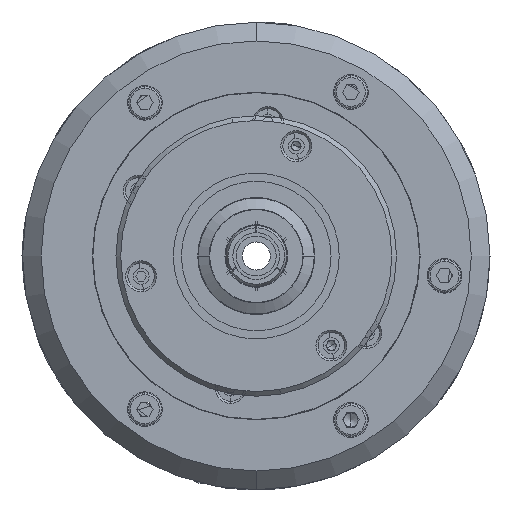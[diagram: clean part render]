
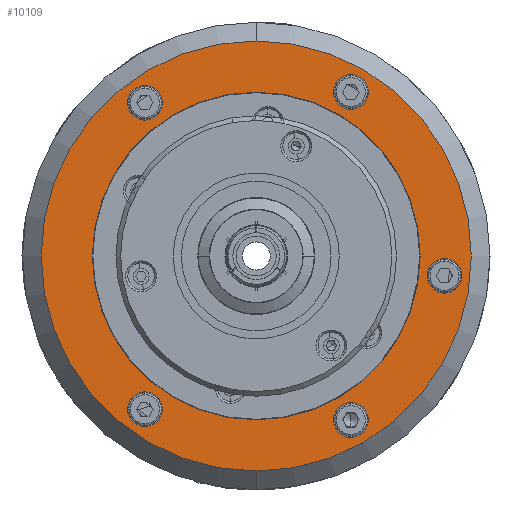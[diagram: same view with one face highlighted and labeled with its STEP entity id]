
A CAD part, left-side view. The second image highlights one B-rep face of the part: STEP entity #10109.
In plain terms, the highlighted planar face has unit normal (-1, 0, 0).
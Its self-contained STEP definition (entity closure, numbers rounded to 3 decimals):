
#586 = ORIENTED_EDGE ( 'NONE', *, *, #31500, .F. ) ;
#2109 = FACE_BOUND ( 'NONE', #34840, .T. ) ;
#2111 = FACE_BOUND ( 'NONE', #34845, .T. ) ;
#2113 = FACE_BOUND ( 'NONE', #34846, .T. ) ;
#2117 = FACE_BOUND ( 'NONE', #34843, .T. ) ;
#2119 = FACE_OUTER_BOUND ( 'NONE', #34844, .T. ) ;
#2120 = FACE_BOUND ( 'NONE', #34841, .T. ) ;
#2121 = FACE_BOUND ( 'NONE', #34842, .T. ) ;
#3430 = CIRCLE ( 'NONE', #25207, 46. ) ;
#3457 = CIRCLE ( 'NONE', #25179, 35.05 ) ;
#3473 = CIRCLE ( 'NONE', #25164, 3.7 ) ;
#3487 = CIRCLE ( 'NONE', #25139, 3.7 ) ;
#3516 = CIRCLE ( 'NONE', #25120, 3.7 ) ;
#3525 = CIRCLE ( 'NONE', #25094, 3.7 ) ;
#3534 = CIRCLE ( 'NONE', #25070, 3.7 ) ;
#3715 = CIRCLE ( 'NONE', #25111, 3.7 ) ;
#3717 = CIRCLE ( 'NONE', #25108, 3.7 ) ;
#3721 = CIRCLE ( 'NONE', #25104, 3.7 ) ;
#3724 = CIRCLE ( 'NONE', #25092, 3.7 ) ;
#3727 = CIRCLE ( 'NONE', #25087, 3.7 ) ;
#3731 = CIRCLE ( 'NONE', #25083, 35.05 ) ;
#3734 = CIRCLE ( 'NONE', #25080, 46. ) ;
#6491 = DIRECTION ( 'NONE',  ( -1., 0., 0. ) ) ;
#6497 = PLANE ( 'NONE',  #27954 ) ;
#6501 = CARTESIAN_POINT ( 'NONE',  ( -240.3, 50., 0. ) ) ;
#6503 = DIRECTION ( 'NONE',  ( 0., 0., 1. ) ) ;
#7599 = CARTESIAN_POINT ( 'NONE',  ( -240.3, 23.805, -36.465 ) ) ;
#7607 = CARTESIAN_POINT ( 'NONE',  ( -240.3, 23.805, 29.065 ) ) ;
#7616 = CARTESIAN_POINT ( 'NONE',  ( -240.3, 23.805, 36.465 ) ) ;
#7620 = CARTESIAN_POINT ( 'NONE',  ( -240.3, 23.805, -29.065 ) ) ;
#9486 = VERTEX_POINT ( 'NONE', #21023 ) ;
#9489 = VERTEX_POINT ( 'NONE', #21026 ) ;
#9496 = VERTEX_POINT ( 'NONE', #21033 ) ;
#9497 = VERTEX_POINT ( 'NONE', #21034 ) ;
#9501 = VERTEX_POINT ( 'NONE', #21038 ) ;
#9502 = VERTEX_POINT ( 'NONE', #21039 ) ;
#9505 = VERTEX_POINT ( 'NONE', #21042 ) ;
#9506 = VERTEX_POINT ( 'NONE', #21043 ) ;
#9509 = VERTEX_POINT ( 'NONE', #21046 ) ;
#9510 = VERTEX_POINT ( 'NONE', #21047 ) ;
#10109 = ADVANCED_FACE ( 'NONE', ( #2109, #2119, #2117, #2113, #2111, #2120, #2121 ), #6497, .T. ) ;
#16412 = VERTEX_POINT ( 'NONE', #7607 ) ;
#16414 = VERTEX_POINT ( 'NONE', #7616 ) ;
#16421 = VERTEX_POINT ( 'NONE', #7599 ) ;
#16423 = VERTEX_POINT ( 'NONE', #7620 ) ;
#17567 = CARTESIAN_POINT ( 'NONE',  ( -240.3, 0., 0. ) ) ;
#17568 = DIRECTION ( 'NONE',  ( -1., 0., 0. ) ) ;
#17569 = DIRECTION ( 'NONE',  ( 0., 0., 1. ) ) ;
#17598 = CARTESIAN_POINT ( 'NONE',  ( -240.3, 0., 0. ) ) ;
#17599 = DIRECTION ( 'NONE',  ( 1., 0., 0. ) ) ;
#17600 = DIRECTION ( 'NONE',  ( 0., 0., 1. ) ) ;
#17621 = CARTESIAN_POINT ( 'NONE',  ( -240.3, -40.278, -4.233 ) ) ;
#17622 = DIRECTION ( 'NONE',  ( -1., 0., 0. ) ) ;
#17623 = DIRECTION ( 'NONE',  ( 0., 0., 1. ) ) ;
#17644 = CARTESIAN_POINT ( 'NONE',  ( -240.3, -20.25, -35.074 ) ) ;
#17645 = DIRECTION ( 'NONE',  ( -1., 0., 0. ) ) ;
#17646 = DIRECTION ( 'NONE',  ( 0., 0., 1. ) ) ;
#17682 = CARTESIAN_POINT ( 'NONE',  ( -240.3, -20.25, 35.074 ) ) ;
#17683 = DIRECTION ( 'NONE',  ( -1., 0., 0. ) ) ;
#17684 = DIRECTION ( 'NONE',  ( 0., 0., 1. ) ) ;
#17696 = CARTESIAN_POINT ( 'NONE',  ( -240.3, 23.805, 32.765 ) ) ;
#17697 = DIRECTION ( 'NONE',  ( -1., 0., 0. ) ) ;
#17698 = DIRECTION ( 'NONE',  ( 0., 0., 1. ) ) ;
#17716 = CARTESIAN_POINT ( 'NONE',  ( -240.3, 23.805, -32.765 ) ) ;
#17717 = DIRECTION ( 'NONE',  ( -1., 0., 0. ) ) ;
#17718 = DIRECTION ( 'NONE',  ( 0., 0., 1. ) ) ;
#21023 = CARTESIAN_POINT ( 'NONE',  ( -240.3, 0., -46. ) ) ;
#21026 = CARTESIAN_POINT ( 'NONE',  ( -240.3, 0., 46. ) ) ;
#21033 = CARTESIAN_POINT ( 'NONE',  ( -240.3, 0., 35.05 ) ) ;
#21034 = CARTESIAN_POINT ( 'NONE',  ( -240.3, 0., -35.05 ) ) ;
#21038 = CARTESIAN_POINT ( 'NONE',  ( -240.3, -40.278, -7.933 ) ) ;
#21039 = CARTESIAN_POINT ( 'NONE',  ( -240.3, -40.278, -0.533 ) ) ;
#21042 = CARTESIAN_POINT ( 'NONE',  ( -240.3, -20.25, -38.774 ) ) ;
#21043 = CARTESIAN_POINT ( 'NONE',  ( -240.3, -20.25, -31.374 ) ) ;
#21046 = CARTESIAN_POINT ( 'NONE',  ( -240.3, -20.25, 31.374 ) ) ;
#21047 = CARTESIAN_POINT ( 'NONE',  ( -240.3, -20.25, 38.774 ) ) ;
#21521 = CARTESIAN_POINT ( 'NONE',  ( -240.3, 23.805, -32.765 ) ) ;
#21522 = DIRECTION ( 'NONE',  ( -1., 0., 0. ) ) ;
#21523 = DIRECTION ( 'NONE',  ( 0., 0., 1. ) ) ;
#21529 = CARTESIAN_POINT ( 'NONE',  ( -240.3, 23.805, 32.765 ) ) ;
#21530 = DIRECTION ( 'NONE',  ( -1., 0., 0. ) ) ;
#21531 = DIRECTION ( 'NONE',  ( 0., 0., 1. ) ) ;
#21535 = CARTESIAN_POINT ( 'NONE',  ( -240.3, -20.25, 35.074 ) ) ;
#21536 = DIRECTION ( 'NONE',  ( -1., 0., 0. ) ) ;
#21537 = DIRECTION ( 'NONE',  ( 0., 0., 1. ) ) ;
#21547 = CARTESIAN_POINT ( 'NONE',  ( -240.3, -20.25, -35.074 ) ) ;
#21548 = DIRECTION ( 'NONE',  ( -1., 0., 0. ) ) ;
#21549 = DIRECTION ( 'NONE',  ( 0., 0., 1. ) ) ;
#21555 = CARTESIAN_POINT ( 'NONE',  ( -240.3, -40.278, -4.233 ) ) ;
#21556 = DIRECTION ( 'NONE',  ( -1., 0., 0. ) ) ;
#21557 = DIRECTION ( 'NONE',  ( 0., 0., 1. ) ) ;
#21563 = CARTESIAN_POINT ( 'NONE',  ( -240.3, 0., 0. ) ) ;
#21564 = DIRECTION ( 'NONE',  ( 1., 0., 0. ) ) ;
#21565 = DIRECTION ( 'NONE',  ( 0., 0., 1. ) ) ;
#21573 = CARTESIAN_POINT ( 'NONE',  ( -240.3, 0., 0. ) ) ;
#21574 = DIRECTION ( 'NONE',  ( -1., 0., 0. ) ) ;
#21575 = DIRECTION ( 'NONE',  ( 0., 0., 1. ) ) ;
#25070 = AXIS2_PLACEMENT_3D ( 'NONE', #17716, #17717, #17718 ) ;
#25080 = AXIS2_PLACEMENT_3D ( 'NONE', #21573, #21574, #21575 ) ;
#25083 = AXIS2_PLACEMENT_3D ( 'NONE', #21563, #21564, #21565 ) ;
#25087 = AXIS2_PLACEMENT_3D ( 'NONE', #21555, #21556, #21557 ) ;
#25092 = AXIS2_PLACEMENT_3D ( 'NONE', #21547, #21548, #21549 ) ;
#25094 = AXIS2_PLACEMENT_3D ( 'NONE', #17696, #17697, #17698 ) ;
#25104 = AXIS2_PLACEMENT_3D ( 'NONE', #21535, #21536, #21537 ) ;
#25108 = AXIS2_PLACEMENT_3D ( 'NONE', #21529, #21530, #21531 ) ;
#25111 = AXIS2_PLACEMENT_3D ( 'NONE', #21521, #21522, #21523 ) ;
#25120 = AXIS2_PLACEMENT_3D ( 'NONE', #17682, #17683, #17684 ) ;
#25139 = AXIS2_PLACEMENT_3D ( 'NONE', #17644, #17645, #17646 ) ;
#25164 = AXIS2_PLACEMENT_3D ( 'NONE', #17621, #17622, #17623 ) ;
#25179 = AXIS2_PLACEMENT_3D ( 'NONE', #17598, #17599, #17600 ) ;
#25207 = AXIS2_PLACEMENT_3D ( 'NONE', #17567, #17568, #17569 ) ;
#27954 = AXIS2_PLACEMENT_3D ( 'NONE', #6501, #6491, #6503 ) ;
#31440 = EDGE_CURVE ( 'NONE', #9489, #9486, #3430, .T. ) ;
#31452 = EDGE_CURVE ( 'NONE', #9496, #9497, #3457, .T. ) ;
#31463 = EDGE_CURVE ( 'NONE', #9501, #9502, #3473, .T. ) ;
#31471 = EDGE_CURVE ( 'NONE', #9505, #9506, #3487, .T. ) ;
#31487 = EDGE_CURVE ( 'NONE', #9509, #9510, #3516, .T. ) ;
#31493 = EDGE_CURVE ( 'NONE', #16412, #16414, #3525, .T. ) ;
#31500 = EDGE_CURVE ( 'NONE', #16421, #16423, #3534, .T. ) ;
#31642 = EDGE_CURVE ( 'NONE', #16423, #16421, #3715, .T. ) ;
#31644 = EDGE_CURVE ( 'NONE', #16414, #16412, #3717, .T. ) ;
#31647 = EDGE_CURVE ( 'NONE', #9510, #9509, #3721, .T. ) ;
#31651 = EDGE_CURVE ( 'NONE', #9506, #9505, #3724, .T. ) ;
#31653 = EDGE_CURVE ( 'NONE', #9502, #9501, #3727, .T. ) ;
#31656 = EDGE_CURVE ( 'NONE', #9497, #9496, #3731, .T. ) ;
#31659 = EDGE_CURVE ( 'NONE', #9486, #9489, #3734, .T. ) ;
#32952 = ORIENTED_EDGE ( 'NONE', *, *, #31642, .F. ) ;
#32954 = ORIENTED_EDGE ( 'NONE', *, *, #31493, .F. ) ;
#32956 = ORIENTED_EDGE ( 'NONE', *, *, #31644, .F. ) ;
#32958 = ORIENTED_EDGE ( 'NONE', *, *, #31487, .F. ) ;
#32960 = ORIENTED_EDGE ( 'NONE', *, *, #31647, .F. ) ;
#32962 = ORIENTED_EDGE ( 'NONE', *, *, #31471, .F. ) ;
#32964 = ORIENTED_EDGE ( 'NONE', *, *, #31651, .F. ) ;
#32966 = ORIENTED_EDGE ( 'NONE', *, *, #31463, .F. ) ;
#32968 = ORIENTED_EDGE ( 'NONE', *, *, #31653, .F. ) ;
#32970 = ORIENTED_EDGE ( 'NONE', *, *, #31440, .T. ) ;
#32972 = ORIENTED_EDGE ( 'NONE', *, *, #31659, .T. ) ;
#32974 = ORIENTED_EDGE ( 'NONE', *, *, #31656, .T. ) ;
#32976 = ORIENTED_EDGE ( 'NONE', *, *, #31452, .T. ) ;
#34840 = EDGE_LOOP ( 'NONE', ( #32976, #32974 ) ) ;
#34841 = EDGE_LOOP ( 'NONE', ( #32956, #32954 ) ) ;
#34842 = EDGE_LOOP ( 'NONE', ( #32952, #586 ) ) ;
#34843 = EDGE_LOOP ( 'NONE', ( #32968, #32966 ) ) ;
#34844 = EDGE_LOOP ( 'NONE', ( #32972, #32970 ) ) ;
#34845 = EDGE_LOOP ( 'NONE', ( #32960, #32958 ) ) ;
#34846 = EDGE_LOOP ( 'NONE', ( #32964, #32962 ) ) ;
